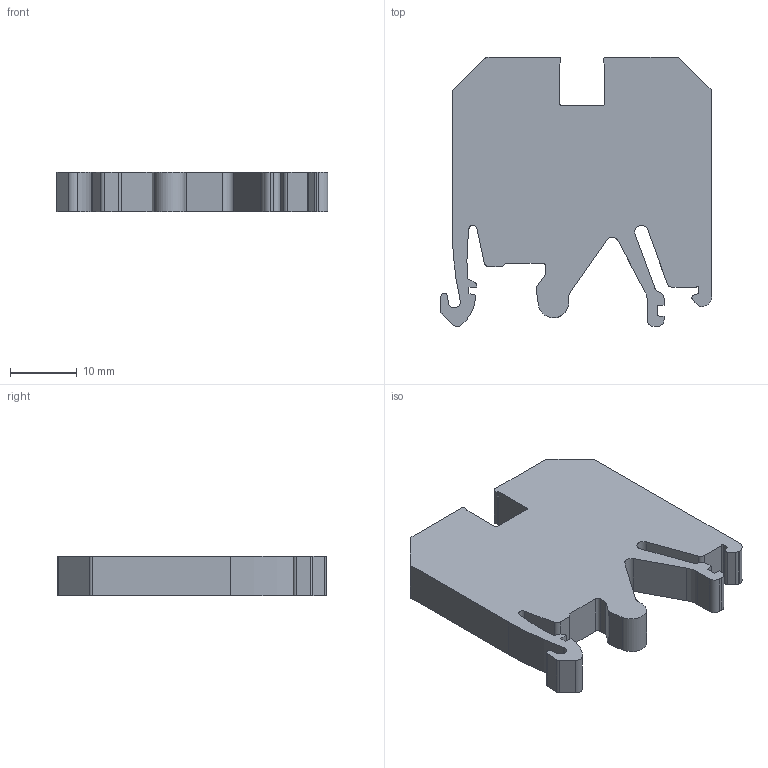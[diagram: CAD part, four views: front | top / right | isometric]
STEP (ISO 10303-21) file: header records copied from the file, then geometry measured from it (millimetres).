
FILE_DESCRIPTION((''),'2;1');
FILE_NAME('8YB754437','2020-11-09T',('Administrator'),(''),'PRO/ENGINEER BY PARAMETRIC TECHNOLOGY CORPORATION, 2013230','PRO/ENGINEER BY PARAMETRIC TECHNOLOGY CORPORATION, 2013230','');
FILE_SCHEMA(('AUTOMOTIVE_DESIGN { 1 0 10303 214 1 1 1 1 }'));
Length unit declared in the file: millimetre
Products named in the file (1): 8YB754437
Bounding box: 40.85 x 40.4 x 6 mm (x, y, z)
Volume: 7291.1 mm3; surface area: 3923.8 mm2
Topology: 1 solids, 1 shells, 81 faces, 237 edges, 158 vertices
Faces by surface type: plane 47, cylinder 34
Entity records: 2771 total; most frequent: CARTESIAN_POINT 478, ORIENTED_EDGE 474, DIRECTION 467, EDGE_CURVE 237, VECTOR 169, LINE 169, VERTEX_POINT 158, AXIS2_PLACEMENT_3D 149
